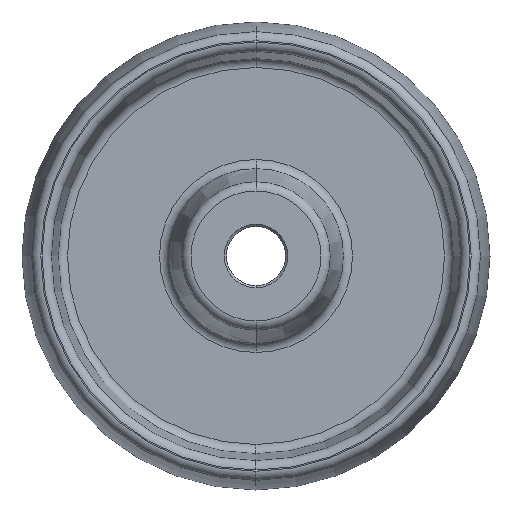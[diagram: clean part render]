
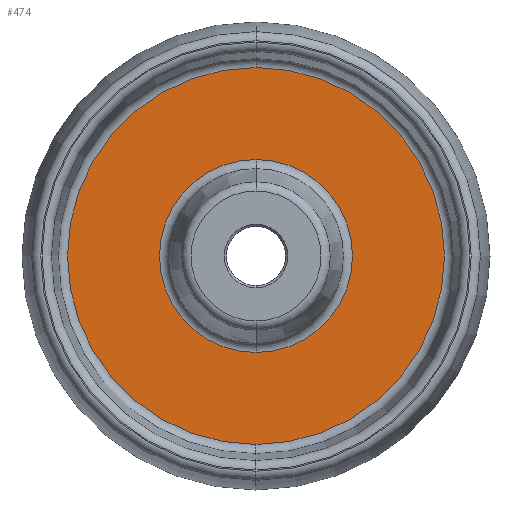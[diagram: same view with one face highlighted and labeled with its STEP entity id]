
A CAD part, left-side view. The second image highlights one B-rep face of the part: STEP entity #474.
In plain terms, the highlighted planar face has unit normal (-1, 0, 0).
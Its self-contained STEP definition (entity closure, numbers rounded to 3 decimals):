
#28 = PLANE ( 'NONE',  #774 ) ;
#50 = ORIENTED_EDGE ( 'NONE', *, *, #808, .T. ) ;
#65 = VERTEX_POINT ( 'NONE', #226 ) ;
#64 = DIRECTION ( 'NONE',  ( 0., 0., 1. ) ) ;
#74 = EDGE_LOOP ( 'NONE', ( #925, #917 ) ) ;
#73 = CARTESIAN_POINT ( 'NONE',  ( -3.5, 0., 0. ) ) ;
#87 = DIRECTION ( 'NONE',  ( 0., 0., 1. ) ) ;
#111 = FACE_OUTER_BOUND ( 'NONE', #833, .T. ) ;
#127 = FACE_BOUND ( 'NONE', #74, .T. ) ;
#187 = EDGE_CURVE ( 'NONE', #636, #65, #427, .T. ) ;
#223 = DIRECTION ( 'NONE',  ( -1., 0., 0. ) ) ;
#226 = CARTESIAN_POINT ( 'NONE',  ( -3.5, 0., -40.274 ) ) ;
#242 = EDGE_CURVE ( 'NONE', #976, #562, #988, .T. ) ;
#248 = AXIS2_PLACEMENT_3D ( 'NONE', #824, #1195, #355 ) ;
#286 = AXIS2_PLACEMENT_3D ( 'NONE', #478, #398, #484 ) ;
#349 = DIRECTION ( 'NONE',  ( -1., 0., 0. ) ) ;
#353 = ORIENTED_EDGE ( 'NONE', *, *, #187, .T. ) ;
#355 = DIRECTION ( 'NONE',  ( 0., 0., 1. ) ) ;
#369 = EDGE_CURVE ( 'NONE', #562, #976, #1125, .T. ) ;
#388 = CARTESIAN_POINT ( 'NONE',  ( -3.5, 0., 20.62 ) ) ;
#398 = DIRECTION ( 'NONE',  ( 1., 0., 0. ) ) ;
#427 = CIRCLE ( 'NONE', #488, 40.274 ) ;
#474 = ADVANCED_FACE ( 'NONE', ( #127, #111 ), #28, .T. ) ;
#478 = CARTESIAN_POINT ( 'NONE',  ( -3.5, 0., 0. ) ) ;
#484 = DIRECTION ( 'NONE',  ( 0., 0., 1. ) ) ;
#488 = AXIS2_PLACEMENT_3D ( 'NONE', #1199, #349, #87 ) ;
#492 = AXIS2_PLACEMENT_3D ( 'NONE', #73, #1097, #64 ) ;
#518 = CARTESIAN_POINT ( 'NONE',  ( -3.5, 0., 40.274 ) ) ;
#562 = VERTEX_POINT ( 'NONE', #388 ) ;
#577 = DIRECTION ( 'NONE',  ( 0., 0., 1. ) ) ;
#636 = VERTEX_POINT ( 'NONE', #518 ) ;
#774 = AXIS2_PLACEMENT_3D ( 'NONE', #1152, #223, #577 ) ;
#808 = EDGE_CURVE ( 'NONE', #65, #636, #1009, .T. ) ;
#824 = CARTESIAN_POINT ( 'NONE',  ( -3.5, 0., 0. ) ) ;
#833 = EDGE_LOOP ( 'NONE', ( #353, #50 ) ) ;
#917 = ORIENTED_EDGE ( 'NONE', *, *, #242, .T. ) ;
#925 = ORIENTED_EDGE ( 'NONE', *, *, #369, .T. ) ;
#976 = VERTEX_POINT ( 'NONE', #1196 ) ;
#988 = CIRCLE ( 'NONE', #248, 20.62 ) ;
#1009 = CIRCLE ( 'NONE', #492, 40.274 ) ;
#1097 = DIRECTION ( 'NONE',  ( -1., 0., 0. ) ) ;
#1125 = CIRCLE ( 'NONE', #286, 20.62 ) ;
#1152 = CARTESIAN_POINT ( 'NONE',  ( -3.5, 42., 0. ) ) ;
#1195 = DIRECTION ( 'NONE',  ( 1., 0., 0. ) ) ;
#1196 = CARTESIAN_POINT ( 'NONE',  ( -3.5, 0., -20.62 ) ) ;
#1199 = CARTESIAN_POINT ( 'NONE',  ( -3.5, 0., 0. ) ) ;
